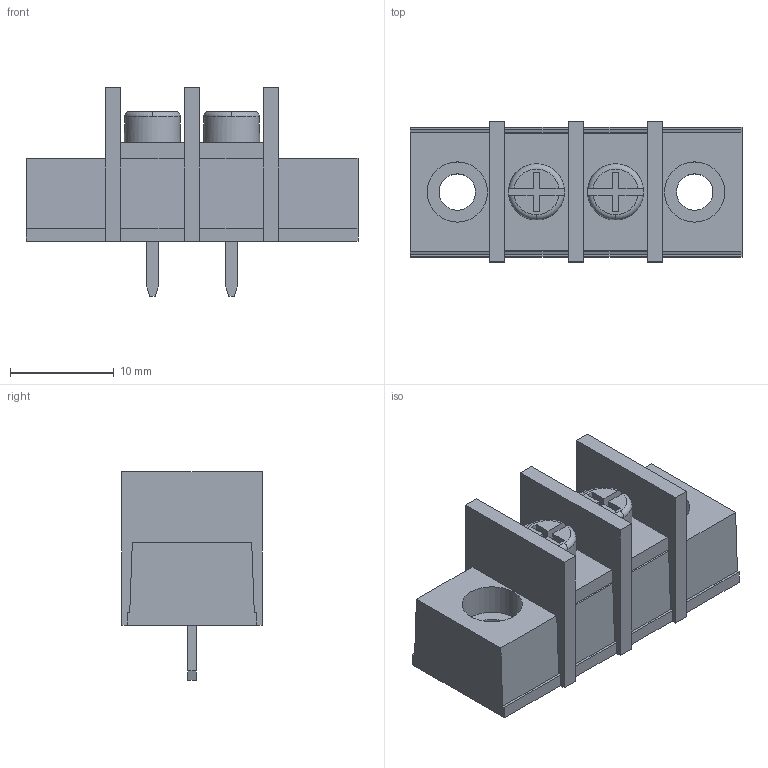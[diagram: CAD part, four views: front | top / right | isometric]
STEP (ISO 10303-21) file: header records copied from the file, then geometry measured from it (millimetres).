
FILE_DESCRIPTION(('FreeCAD Model'),'2;1');
FILE_NAME('Open CASCADE Shape Model','2021-12-30T14:27:32',('Author'),( ''),'Open CASCADE STEP processor 7.5','FreeCAD','Unknown');
FILE_SCHEMA(('AUTOMOTIVE_DESIGN { 1 0 10303 214 1 1 1 1 }'));
Length unit declared in the file: millimetre
Products named in the file (3): X977Bxx_7_62_r2; TerminalBody; Contacts
Assembly tree (2 placements, depth 2):
  X977Bxx_7_62_r2
    TerminalBody
    Contacts
Bounding box: 31.98 x 13.5 x 20.1 mm (x, y, z)
Volume: 3645.8 mm3; surface area: 3045.3 mm2
Topology: 2 solids, 2 shells, 118 faces, 298 edges, 190 vertices
Faces by surface type: plane 106, cylinder 6, torus 6
Full cylindrical faces by diameter (mm): 3.5 x2, 5.4 x2, 5.8 x2
Entity records: 7681 total; most frequent: CARTESIAN_POINT 1529, DIRECTION 1138, LINE 822, VECTOR 822, ORIENTED_EDGE 596, PCURVE 596, DEFINITIONAL_REPRESENTATION 596, EDGE_CURVE 298
